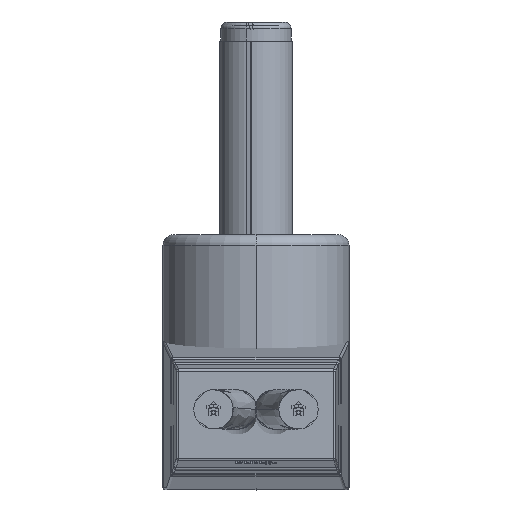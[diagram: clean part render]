
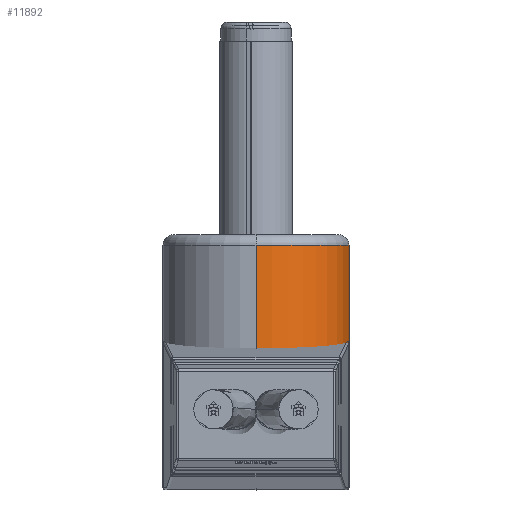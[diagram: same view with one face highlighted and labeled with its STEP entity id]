
A CAD part, top view. The second image highlights one B-rep face of the part: STEP entity #11892.
In plain terms, the highlighted cylindrical face has radius 4.375 mm (diameter 8.75 mm), a partial arc.
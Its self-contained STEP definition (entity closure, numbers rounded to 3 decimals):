
#802 = FACE_OUTER_BOUND ( 'NONE', #16034, .T. ) ;
#1371 = AXIS2_PLACEMENT_3D ( 'NONE', #13933, #4246, #9809 ) ;
#1553 = DIRECTION ( 'NONE',  ( 0., 0., -1. ) ) ;
#1934 = EDGE_CURVE ( 'NONE', #4817, #6545, #8504, .T. ) ;
#2775 = CIRCLE ( 'NONE', #7975, 4.375 ) ;
#4024 = CARTESIAN_POINT ( 'NONE',  ( -4.375, 0., 12. ) ) ;
#4246 = DIRECTION ( 'NONE',  ( 0., 0., -1. ) ) ;
#4405 = ORIENTED_EDGE ( 'NONE', *, *, #15789, .T. ) ;
#4450 = CYLINDRICAL_SURFACE ( 'NONE', #1371, 4.375 ) ;
#4577 = CIRCLE ( 'NONE', #11186, 4.375 ) ;
#4817 = VERTEX_POINT ( 'NONE', #17154 ) ;
#4864 = VECTOR ( 'NONE', #16038, 1000. ) ;
#5270 = LINE ( 'NONE', #4024, #11880 ) ;
#6007 = CARTESIAN_POINT ( 'NONE',  ( 4.375, 0., 0.1 ) ) ;
#6545 = VERTEX_POINT ( 'NONE', #6007 ) ;
#6876 = CARTESIAN_POINT ( 'NONE',  ( 0., 0., 11.5 ) ) ;
#7265 = CARTESIAN_POINT ( 'NONE',  ( -4.375, 0., 11.5 ) ) ;
#7975 = AXIS2_PLACEMENT_3D ( 'NONE', #6876, #1553, #8494 ) ;
#8286 = DIRECTION ( 'NONE',  ( 0., 0., 1. ) ) ;
#8494 = DIRECTION ( 'NONE',  ( 1., 0., 0. ) ) ;
#8504 = LINE ( 'NONE', #14709, #4864 ) ;
#9809 = DIRECTION ( 'NONE',  ( -1., 0., 0. ) ) ;
#10794 = ORIENTED_EDGE ( 'NONE', *, *, #14747, .T. ) ;
#11186 = AXIS2_PLACEMENT_3D ( 'NONE', #16504, #8286, #15055 ) ;
#11314 = VERTEX_POINT ( 'NONE', #13810 ) ;
#11880 = VECTOR ( 'NONE', #17772, 1000. ) ;
#11892 = ADVANCED_FACE ( 'NONE', ( #802 ), #4450, .T. ) ;
#12650 = ORIENTED_EDGE ( 'NONE', *, *, #1934, .T. ) ;
#12702 = ORIENTED_EDGE ( 'NONE', *, *, #13041, .F. ) ;
#13041 = EDGE_CURVE ( 'NONE', #17690, #11314, #5270, .T. ) ;
#13810 = CARTESIAN_POINT ( 'NONE',  ( -4.375, 0., 0.1 ) ) ;
#13933 = CARTESIAN_POINT ( 'NONE',  ( 0., 0., 12. ) ) ;
#14709 = CARTESIAN_POINT ( 'NONE',  ( 4.375, 0., 12. ) ) ;
#14747 = EDGE_CURVE ( 'NONE', #17690, #4817, #2775, .T. ) ;
#15055 = DIRECTION ( 'NONE',  ( 1., 0., 0. ) ) ;
#15789 = EDGE_CURVE ( 'NONE', #6545, #11314, #4577, .T. ) ;
#16034 = EDGE_LOOP ( 'NONE', ( #10794, #12650, #4405, #12702 ) ) ;
#16038 = DIRECTION ( 'NONE',  ( 0., 0., -1. ) ) ;
#16504 = CARTESIAN_POINT ( 'NONE',  ( 0., 0., 0.1 ) ) ;
#17154 = CARTESIAN_POINT ( 'NONE',  ( 4.375, 0., 11.5 ) ) ;
#17690 = VERTEX_POINT ( 'NONE', #7265 ) ;
#17772 = DIRECTION ( 'NONE',  ( 0., 0., -1. ) ) ;
